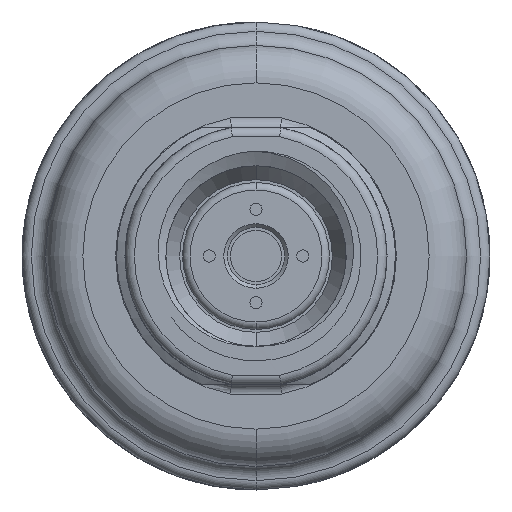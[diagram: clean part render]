
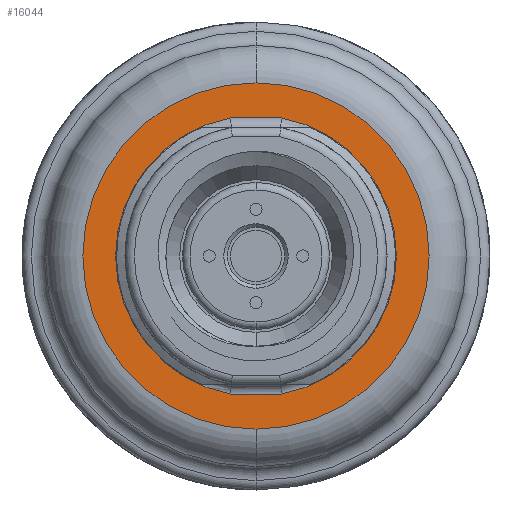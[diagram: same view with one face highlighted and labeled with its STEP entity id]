
A CAD part, front view. The second image highlights one B-rep face of the part: STEP entity #16044.
In plain terms, the highlighted planar face has unit normal (0, -1, 0).
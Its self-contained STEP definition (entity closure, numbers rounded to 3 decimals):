
#4457=CARTESIAN_POINT('',(0.,-188.2,0.));
#4458=DIRECTION('',(0.,-1.,0.));
#4459=DIRECTION('',(0.,0.,-1.));
#4460=AXIS2_PLACEMENT_3D('',#4457,#4458,#4459);
#4462=CARTESIAN_POINT('',(0.,-188.2,0.));
#4463=DIRECTION('',(0.,-1.,0.));
#4464=DIRECTION('',(0.,0.,1.));
#4465=AXIS2_PLACEMENT_3D('',#4462,#4463,#4464);
#4467=CARTESIAN_POINT('',(0.,-188.2,0.));
#4468=DIRECTION('',(0.,-1.,0.));
#4469=DIRECTION('',(-0.182,0.,0.983));
#4470=AXIS2_PLACEMENT_3D('',#4467,#4468,#4469);
#4472=DIRECTION('',(1.,0.,0.));
#4473=VECTOR('',#4472,5.454);
#4474=CARTESIAN_POINT('',(-2.727,-188.2,-14.75));
#4475=LINE('',#4474,#4473);
#4476=CARTESIAN_POINT('',(0.,-188.2,0.));
#4477=DIRECTION('',(0.,-1.,0.));
#4478=DIRECTION('',(0.182,0.,-0.983));
#4479=AXIS2_PLACEMENT_3D('',#4476,#4477,#4478);
#4481=DIRECTION('',(-1.,0.,0.));
#4482=VECTOR('',#4481,5.454);
#4483=CARTESIAN_POINT('',(2.727,-188.2,14.75));
#4484=LINE('',#4483,#4482);
#8271=CARTESIAN_POINT('',(-2.727,-188.2,14.75));
#8272=CARTESIAN_POINT('',(-2.727,-188.2,-14.75));
#8273=VERTEX_POINT('',#8271);
#8274=VERTEX_POINT('',#8272);
#8279=CARTESIAN_POINT('',(2.727,-188.2,-14.75));
#8280=CARTESIAN_POINT('',(2.727,-188.2,14.75));
#8281=VERTEX_POINT('',#8279);
#8282=VERTEX_POINT('',#8280);
#8523=CARTESIAN_POINT('',(0.,-188.2,-18.5));
#8524=CARTESIAN_POINT('',(0.,-188.2,18.5));
#8525=VERTEX_POINT('',#8523);
#8526=VERTEX_POINT('',#8524);
#16024=CARTESIAN_POINT('',(0.,-188.2,0.));
#16025=DIRECTION('',(0.,-1.,0.));
#16026=DIRECTION('',(0.,0.,1.));
#16027=AXIS2_PLACEMENT_3D('',#16024,#16025,#16026);
#16028=PLANE('',#16027);
#16029=ORIENTED_EDGE('',*,*,#16014,.F.);
#16031=ORIENTED_EDGE('',*,*,#16030,.F.);
#16032=EDGE_LOOP('',(#16029,#16031));
#16033=FACE_OUTER_BOUND('',#16032,.F.);
#16035=ORIENTED_EDGE('',*,*,#16034,.T.);
#16037=ORIENTED_EDGE('',*,*,#16036,.T.);
#16039=ORIENTED_EDGE('',*,*,#16038,.T.);
#16041=ORIENTED_EDGE('',*,*,#16040,.T.);
#16042=EDGE_LOOP('',(#16035,#16037,#16039,#16041));
#16043=FACE_BOUND('',#16042,.F.);
#16044=ADVANCED_FACE('',(#16033,#16043),#16028,.T.);
#4461=CIRCLE('',#4460,18.5);
#4466=CIRCLE('',#4465,18.5);
#4471=CIRCLE('',#4470,15.);
#4480=CIRCLE('',#4479,15.);
#16014=EDGE_CURVE('',#8525,#8526,#4461,.T.);
#16030=EDGE_CURVE('',#8526,#8525,#4466,.T.);
#16034=EDGE_CURVE('',#8273,#8274,#4471,.T.);
#16036=EDGE_CURVE('',#8274,#8281,#4475,.T.);
#16038=EDGE_CURVE('',#8281,#8282,#4480,.T.);
#16040=EDGE_CURVE('',#8282,#8273,#4484,.T.);
